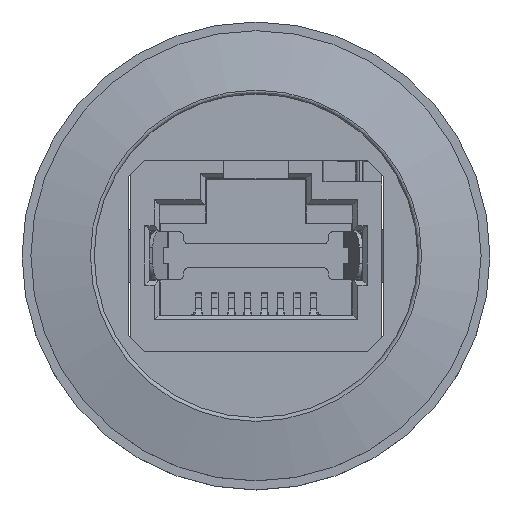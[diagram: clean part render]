
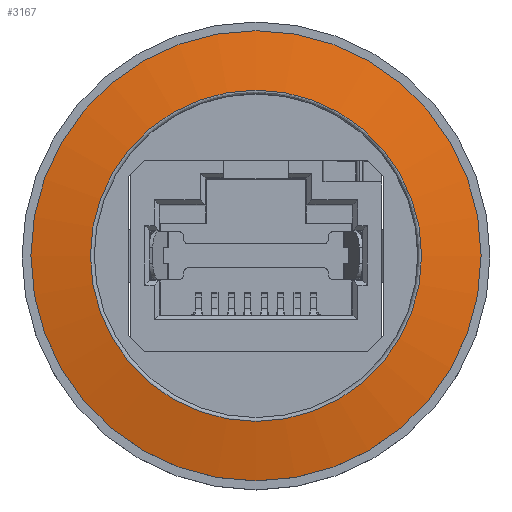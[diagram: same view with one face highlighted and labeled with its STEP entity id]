
A CAD part, top view. The second image highlights one B-rep face of the part: STEP entity #3167.
In plain terms, the highlighted conical face has half-angle 78.5 degrees and reference radius 10.265 mm.
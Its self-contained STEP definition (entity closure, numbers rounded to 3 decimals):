
#26=CONICAL_SURFACE('',#20749,10.265,78.5);
#2434=FACE_BOUND('',#4971,.T.);
#2435=FACE_BOUND('',#4972,.T.);
#3167=ADVANCED_FACE('',(#2434,#2435),#26,.T.);
#4971=EDGE_LOOP('',(#9406));
#4972=EDGE_LOOP('',(#9407));
#5372=CIRCLE('',#20747,10.265);
#5373=CIRCLE('',#20748,13.95);
#9406=ORIENTED_EDGE('',*,*,#12894,.T.);
#9407=ORIENTED_EDGE('',*,*,#12893,.T.);
#10841=VERTEX_POINT('',#30380);
#10842=VERTEX_POINT('',#30403);
#12893=EDGE_CURVE('',#10841,#10841,#5372,.T.);
#12894=EDGE_CURVE('',#10842,#10842,#5373,.T.);
#20747=AXIS2_PLACEMENT_3D('',#30379,#24743,#24744);
#20748=AXIS2_PLACEMENT_3D('',#30402,#24745,#24746);
#20749=AXIS2_PLACEMENT_3D('',#30404,#24747,#24748);
#24743=DIRECTION('',(0.,0.,-1.));
#24744=DIRECTION('',(0.,1.,0.));
#24745=DIRECTION('',(0.,0.,1.));
#24746=DIRECTION('',(0.,1.,0.));
#24747=DIRECTION('',(0.,0.,-1.));
#24748=DIRECTION('',(0.,1.,0.));
#30379=CARTESIAN_POINT('',(18.315,27.925,-47.642));
#30380=CARTESIAN_POINT('',(18.315,38.19,-47.642));
#30402=CARTESIAN_POINT('',(18.315,27.925,-48.392));
#30403=CARTESIAN_POINT('',(18.315,41.875,-48.392));
#30404=CARTESIAN_POINT('',(18.315,27.925,-47.642));
